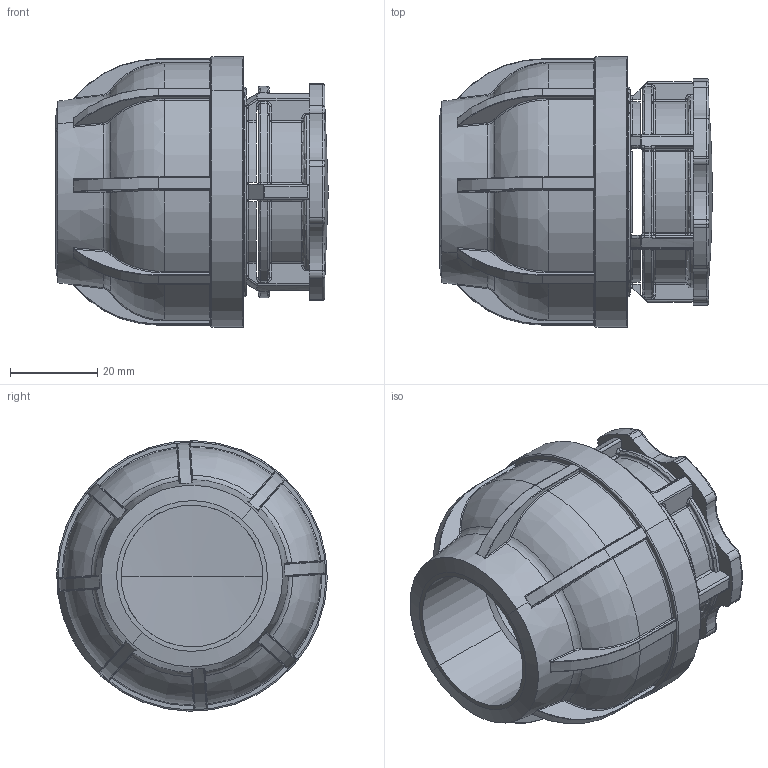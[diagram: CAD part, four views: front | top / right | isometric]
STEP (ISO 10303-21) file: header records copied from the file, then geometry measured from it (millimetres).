
FILE_DESCRIPTION (( 'STEP AP203' ), '1' );
FILE_NAME ('R221.032.000.step', '2013-11-19T09:31:11', ( 'Alusic' ), ( 'Alusic' ), 'SwSTEP 2.0', 'SolidWorks 2011', '' );
FILE_SCHEMA (( 'CONFIG_CONTROL_DESIGN' ));
Length unit declared in the file: millimetre
Products named in the file (1): R221.032.000
Bounding box: 62.45 x 61.98 x 61.98 mm (x, y, z)
Surface area: 26789.6 mm2 (no closed solid volume)
Topology: 0 solids, 3 shells, 923 faces, 2658 edges, 1586 vertices
Faces by surface type: cylinder 313, bspline 199, torus 196, plane 152, sphere 48, cone 15
Entity records: 38047 total; most frequent: CARTESIAN_POINT 15952, DIRECTION 4615, ORIENTED_EDGE 4495, EDGE_CURVE 2629, AXIS2_PLACEMENT_3D 2000, VERTEX_POINT 1586, CIRCLE 1275, EDGE_LOOP 927
